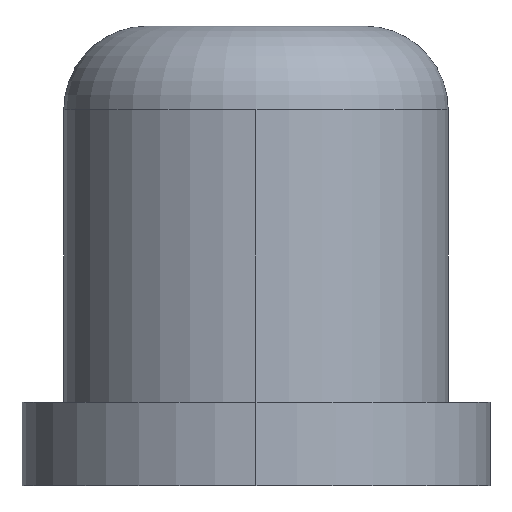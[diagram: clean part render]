
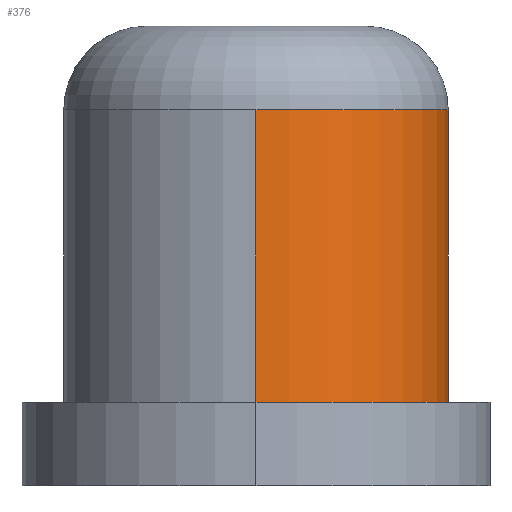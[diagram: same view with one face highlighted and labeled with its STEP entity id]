
A CAD part, left-side view. The second image highlights one B-rep face of the part: STEP entity #376.
In plain terms, the highlighted cylindrical face has radius 2.3 mm (diameter 4.6 mm), a partial arc.
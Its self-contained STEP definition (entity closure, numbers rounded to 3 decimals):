
#47 = LINE ( 'NONE', #285, #203 ) ;
#60 = CARTESIAN_POINT ( 'NONE',  ( -2.3, 0., 4.5 ) ) ;
#78 = CARTESIAN_POINT ( 'NONE',  ( -4.6, 0., 5.5 ) ) ;
#91 = DIRECTION ( 'NONE',  ( -1., 0., 0. ) ) ;
#120 = DIRECTION ( 'NONE',  ( 1., 0., 0. ) ) ;
#137 = DIRECTION ( 'NONE',  ( 0., 0., -1. ) ) ;
#149 = VECTOR ( 'NONE', #137, 1000. ) ;
#190 = LINE ( 'NONE', #78, #149 ) ;
#203 = VECTOR ( 'NONE', #751, 1000. ) ;
#222 = CIRCLE ( 'NONE', #747, 2.3 ) ;
#224 = EDGE_CURVE ( 'NONE', #278, #655, #730, .T. ) ;
#231 = DIRECTION ( 'NONE',  ( 0., 0., -1. ) ) ;
#232 = ORIENTED_EDGE ( 'NONE', *, *, #403, .T. ) ;
#246 = CARTESIAN_POINT ( 'NONE',  ( -2.3, 0., 5.5 ) ) ;
#252 = CYLINDRICAL_SURFACE ( 'NONE', #577, 2.3 ) ;
#265 = CARTESIAN_POINT ( 'NONE',  ( -4.6, 0., 4.5 ) ) ;
#267 = ORIENTED_EDGE ( 'NONE', *, *, #224, .T. ) ;
#278 = VERTEX_POINT ( 'NONE', #572 ) ;
#285 = CARTESIAN_POINT ( 'NONE',  ( -2.3, -2.3, 5.5 ) ) ;
#301 = CARTESIAN_POINT ( 'NONE',  ( -4.6, 0., 1. ) ) ;
#314 = FACE_OUTER_BOUND ( 'NONE', #535, .T. ) ;
#372 = VERTEX_POINT ( 'NONE', #301 ) ;
#376 = ADVANCED_FACE ( 'NONE', ( #314 ), #252, .T. ) ;
#397 = ORIENTED_EDGE ( 'NONE', *, *, #470, .F. ) ;
#403 = EDGE_CURVE ( 'NONE', #655, #372, #190, .T. ) ;
#428 = DIRECTION ( 'NONE',  ( 0., 0., -1. ) ) ;
#452 = AXIS2_PLACEMENT_3D ( 'NONE', #60, #231, #120 ) ;
#470 = EDGE_CURVE ( 'NONE', #619, #372, #222, .T. ) ;
#485 = ORIENTED_EDGE ( 'NONE', *, *, #523, .F. ) ;
#523 = EDGE_CURVE ( 'NONE', #278, #619, #47, .T. ) ;
#535 = EDGE_LOOP ( 'NONE', ( #267, #232, #397, #485 ) ) ;
#548 = CARTESIAN_POINT ( 'NONE',  ( -2.3, 0., 1. ) ) ;
#572 = CARTESIAN_POINT ( 'NONE',  ( -2.3, -2.3, 4.5 ) ) ;
#577 = AXIS2_PLACEMENT_3D ( 'NONE', #246, #428, #595 ) ;
#595 = DIRECTION ( 'NONE',  ( -1., 0., 0. ) ) ;
#607 = DIRECTION ( 'NONE',  ( 0., 0., -1. ) ) ;
#617 = CARTESIAN_POINT ( 'NONE',  ( -2.3, -2.3, 1. ) ) ;
#619 = VERTEX_POINT ( 'NONE', #617 ) ;
#655 = VERTEX_POINT ( 'NONE', #265 ) ;
#730 = CIRCLE ( 'NONE', #452, 2.3 ) ;
#747 = AXIS2_PLACEMENT_3D ( 'NONE', #548, #607, #91 ) ;
#751 = DIRECTION ( 'NONE',  ( 0., 0., -1. ) ) ;
